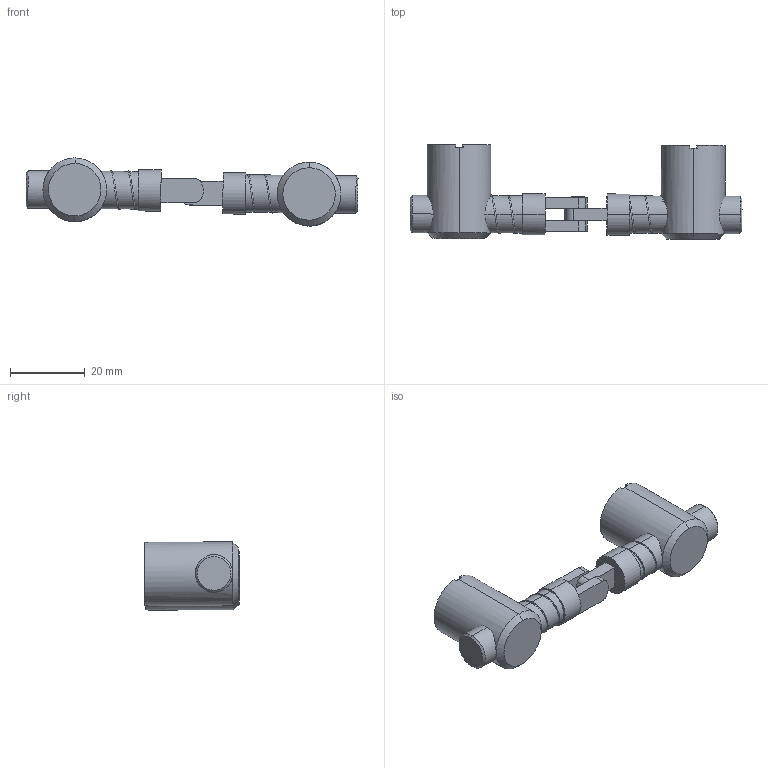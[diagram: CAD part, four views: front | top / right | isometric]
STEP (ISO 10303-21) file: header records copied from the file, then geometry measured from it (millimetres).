
FILE_DESCRIPTION (( 'STEP AP214' ), '1' );
FILE_NAME ('AL-302.0201A.01.STEP', '2019-11-06T07:47:21', ( '' ), ( '' ), 'SwSTEP 2.0', 'SolidWorks 2018', '' );
FILE_SCHEMA (( 'AUTOMOTIVE_DESIGN' ));
Length unit declared in the file: millimetre
Products named in the file (1): AL-302.0201A.01
Bounding box: 88.64 x 25.23 x 18.2 mm (x, y, z)
Volume: 14503.5 mm3; surface area: 5814.3 mm2
Topology: 3 solids, 3 shells, 112 faces, 278 edges, 178 vertices
Faces by surface type: plane 57, cylinder 45, cone 8, bspline 2
Entity records: 5804 total; most frequent: CARTESIAN_POINT 1901, ORIENTED_EDGE 556, DIRECTION 542, EDGE_CURVE 278, AXIS2_PLACEMENT_3D 199, VERTEX_POINT 178, VECTOR 144, LINE 144
